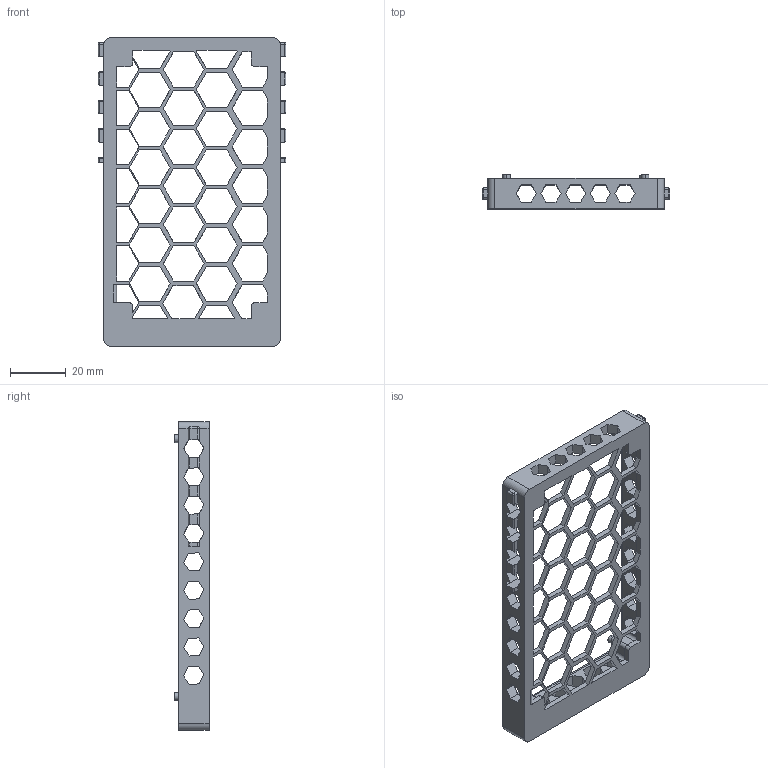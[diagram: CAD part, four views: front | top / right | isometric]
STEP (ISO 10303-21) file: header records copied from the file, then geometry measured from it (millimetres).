
FILE_DESCRIPTION (( 'STEP AP214' ), '1' );
FILE_NAME ('BitaxeCaseNoBrandingR2.STEP', '2025-01-06T19:29:34', ( '' ), ( '' ), 'SwSTEP 2.0', 'SolidWorks 2025', '' );
FILE_SCHEMA (( 'AUTOMOTIVE_DESIGN' ));
Length unit declared in the file: inch
Products named in the file (1): BitaxeCaseNoBrandingR2
Bounding box: 67.69 x 12.32 x 111.12 mm (x, y, z)
Volume: 15885.2 mm3; surface area: 16529 mm2
Topology: 1 solids, 1 shells, 602 faces, 1965 edges, 1302 vertices
Faces by surface type: plane 533, cylinder 65, sphere 4
Entity records: 21414 total; most frequent: CARTESIAN_POINT 4130, ORIENTED_EDGE 3922, DIRECTION 3169, EDGE_CURVE 1961, VECTOR 1783, LINE 1783, VERTEX_POINT 1302, AXIS2_PLACEMENT_3D 693
